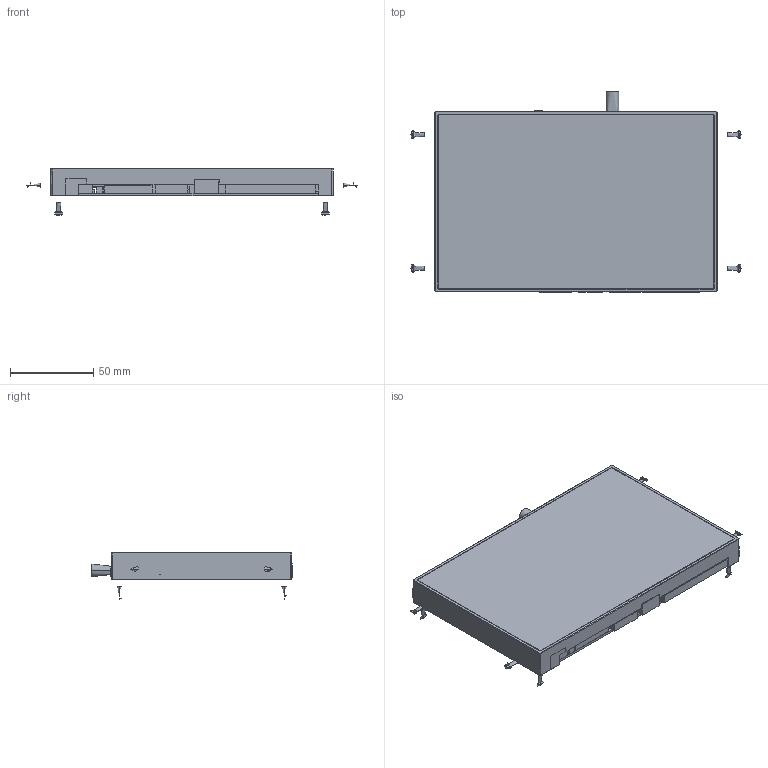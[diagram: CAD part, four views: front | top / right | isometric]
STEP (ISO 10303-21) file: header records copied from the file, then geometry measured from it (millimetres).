
FILE_DESCRIPTION(/* description */ (''),/* implementation_level */ '2;1');
FILE_NAME(/* name */ 'Rahmen_OSD_14R',/* time_stamp */ '2009-05-15T13:02:40+02:00',/* author */ (''),/* organization */ (''),/* preprocessor_version */ 'ST-DEVELOPER v10',/* originating_system */ '',/* authorisation */ '');
FILE_SCHEMA (('CONFIG_CONTROL_DESIGN'));
Length unit declared in the file: millimetre
Products named in the file (1): 1
Bounding box: 198.23 x 120.5 x 28.23 mm (x, y, z)
Volume: 183523 mm3; surface area: 117251.4 mm2
Topology: 88 solids, 88 shells, 955 faces, 2155 edges, 1362 vertices
Faces by surface type: bspline 955
Entity records: 27275 total; most frequent: CARTESIAN_POINT 13874, ORIENTED_EDGE 4258, EDGE_CURVE 2129, B_SPLINE_CURVE_WITH_KNOTS 1657, VERTEX_POINT 1362, EDGE_LOOP 993, ADVANCED_FACE 955, FACE_OUTER_BOUND 955
